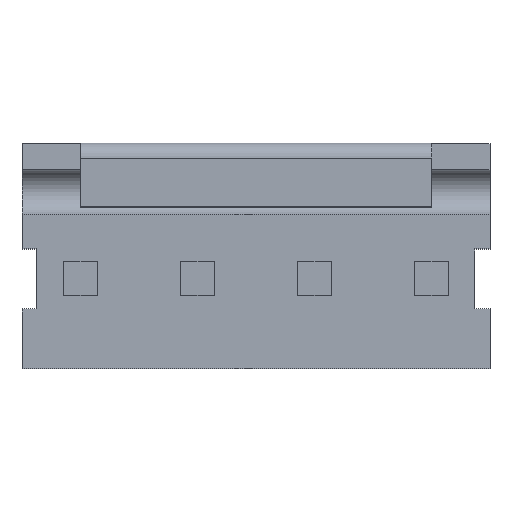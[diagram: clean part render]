
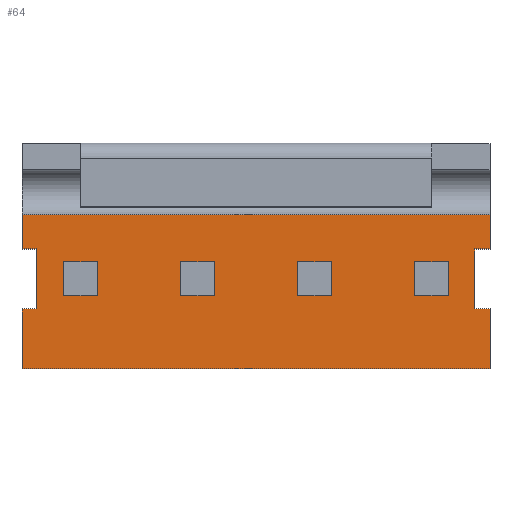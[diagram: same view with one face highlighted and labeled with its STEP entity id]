
A CAD part, top view. The second image highlights one B-rep face of the part: STEP entity #64.
In plain terms, the highlighted planar face has unit normal (0, 0, 1).
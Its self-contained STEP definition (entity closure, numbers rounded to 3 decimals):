
#64=ADVANCED_FACE('',(#156,#157,#158,#159,#160),#161,.T.);
#156=FACE_OUTER_BOUND('',#302,.T.);
#157=FACE_BOUND('',#303,.T.);
#158=FACE_BOUND('',#304,.T.);
#159=FACE_BOUND('',#305,.T.);
#160=FACE_BOUND('',#306,.T.);
#161=PLANE('',#307);
#302=EDGE_LOOP('',(#580,#581,#582,#583,#584,#585,#586,#587,#588,#589,#590,#591));
#303=EDGE_LOOP('',(#592,#593,#594,#595));
#304=EDGE_LOOP('',(#596,#597,#598,#599));
#305=EDGE_LOOP('',(#600,#601,#602,#603));
#306=EDGE_LOOP('',(#604,#605,#606,#607));
#307=AXIS2_PLACEMENT_3D('',#608,#609,#610);
#580=ORIENTED_EDGE('',*,*,#977,.T.);
#581=ORIENTED_EDGE('',*,*,#1047,.T.);
#582=ORIENTED_EDGE('',*,*,#1048,.F.);
#583=ORIENTED_EDGE('',*,*,#1049,.T.);
#584=ORIENTED_EDGE('',*,*,#1050,.F.);
#585=ORIENTED_EDGE('',*,*,#1051,.F.);
#586=ORIENTED_EDGE('',*,*,#1052,.F.);
#587=ORIENTED_EDGE('',*,*,#1053,.F.);
#588=ORIENTED_EDGE('',*,*,#979,.T.);
#589=ORIENTED_EDGE('',*,*,#1054,.T.);
#590=ORIENTED_EDGE('',*,*,#1055,.F.);
#591=ORIENTED_EDGE('',*,*,#985,.F.);
#592=ORIENTED_EDGE('',*,*,#1056,.F.);
#593=ORIENTED_EDGE('',*,*,#1057,.F.);
#594=ORIENTED_EDGE('',*,*,#1058,.F.);
#595=ORIENTED_EDGE('',*,*,#1059,.F.);
#596=ORIENTED_EDGE('',*,*,#1060,.F.);
#597=ORIENTED_EDGE('',*,*,#1061,.F.);
#598=ORIENTED_EDGE('',*,*,#1062,.F.);
#599=ORIENTED_EDGE('',*,*,#1063,.F.);
#600=ORIENTED_EDGE('',*,*,#1064,.F.);
#601=ORIENTED_EDGE('',*,*,#1065,.F.);
#602=ORIENTED_EDGE('',*,*,#1066,.F.);
#603=ORIENTED_EDGE('',*,*,#1067,.F.);
#604=ORIENTED_EDGE('',*,*,#1068,.F.);
#605=ORIENTED_EDGE('',*,*,#1069,.F.);
#606=ORIENTED_EDGE('',*,*,#1070,.F.);
#607=ORIENTED_EDGE('',*,*,#1071,.F.);
#608=CARTESIAN_POINT('',(7.925,-3.035,0.0));
#609=DIRECTION('',(0.0,0.0,1.0));
#610=DIRECTION('',(1.0,0.0,0.0));
#977=EDGE_CURVE('',#1163,#1161,#1164,.T.);
#979=EDGE_CURVE('',#1166,#1167,#1168,.T.);
#985=EDGE_CURVE('',#1163,#1178,#1179,.T.);
#1047=EDGE_CURVE('',#1161,#1284,#1286,.T.);
#1048=EDGE_CURVE('',#1287,#1284,#1288,.T.);
#1049=EDGE_CURVE('',#1287,#1289,#1290,.T.);
#1050=EDGE_CURVE('',#1291,#1289,#1292,.T.);
#1051=EDGE_CURVE('',#1293,#1291,#1294,.T.);
#1052=EDGE_CURVE('',#1295,#1293,#1296,.T.);
#1053=EDGE_CURVE('',#1166,#1295,#1297,.T.);
#1054=EDGE_CURVE('',#1167,#1298,#1299,.T.);
#1055=EDGE_CURVE('',#1178,#1298,#1300,.T.);
#1056=EDGE_CURVE('',#1301,#1302,#1303,.T.);
#1057=EDGE_CURVE('',#1304,#1301,#1305,.T.);
#1058=EDGE_CURVE('',#1306,#1304,#1307,.T.);
#1059=EDGE_CURVE('',#1302,#1306,#1308,.T.);
#1060=EDGE_CURVE('',#1309,#1310,#1311,.T.);
#1061=EDGE_CURVE('',#1312,#1309,#1313,.T.);
#1062=EDGE_CURVE('',#1314,#1312,#1315,.T.);
#1063=EDGE_CURVE('',#1310,#1314,#1316,.T.);
#1064=EDGE_CURVE('',#1317,#1318,#1319,.T.);
#1065=EDGE_CURVE('',#1320,#1317,#1321,.T.);
#1066=EDGE_CURVE('',#1322,#1320,#1323,.T.);
#1067=EDGE_CURVE('',#1318,#1322,#1324,.T.);
#1068=EDGE_CURVE('',#1325,#1326,#1327,.T.);
#1069=EDGE_CURVE('',#1328,#1325,#1329,.T.);
#1070=EDGE_CURVE('',#1330,#1328,#1331,.T.);
#1071=EDGE_CURVE('',#1326,#1330,#1332,.T.);
#1161=VERTEX_POINT('',#1462);
#1163=VERTEX_POINT('',#1465);
#1164=LINE('',#1466,#1467);
#1166=VERTEX_POINT('',#1470);
#1167=VERTEX_POINT('',#1471);
#1168=LINE('',#1472,#1473);
#1178=VERTEX_POINT('',#1488);
#1179=LINE('',#1489,#1490);
#1284=VERTEX_POINT('',#1652);
#1286=LINE('',#1655,#1656);
#1287=VERTEX_POINT('',#1657);
#1288=LINE('',#1658,#1659);
#1289=VERTEX_POINT('',#1660);
#1290=LINE('',#1661,#1662);
#1291=VERTEX_POINT('',#1663);
#1292=LINE('',#1664,#1665);
#1293=VERTEX_POINT('',#1666);
#1294=LINE('',#1667,#1668);
#1295=VERTEX_POINT('',#1669);
#1296=LINE('',#1670,#1671);
#1297=LINE('',#1672,#1673);
#1298=VERTEX_POINT('',#1674);
#1299=LINE('',#1675,#1676);
#1300=LINE('',#1677,#1678);
#1301=VERTEX_POINT('',#1679);
#1302=VERTEX_POINT('',#1680);
#1303=LINE('',#1681,#1682);
#1304=VERTEX_POINT('',#1683);
#1305=LINE('',#1684,#1685);
#1306=VERTEX_POINT('',#1686);
#1307=LINE('',#1687,#1688);
#1308=LINE('',#1689,#1690);
#1309=VERTEX_POINT('',#1691);
#1310=VERTEX_POINT('',#1692);
#1311=LINE('',#1693,#1694);
#1312=VERTEX_POINT('',#1695);
#1313=LINE('',#1696,#1697);
#1314=VERTEX_POINT('',#1698);
#1315=LINE('',#1699,#1700);
#1316=LINE('',#1701,#1702);
#1317=VERTEX_POINT('',#1703);
#1318=VERTEX_POINT('',#1704);
#1319=LINE('',#1705,#1706);
#1320=VERTEX_POINT('',#1707);
#1321=LINE('',#1708,#1709);
#1322=VERTEX_POINT('',#1710);
#1323=LINE('',#1711,#1712);
#1324=LINE('',#1713,#1714);
#1325=VERTEX_POINT('',#1715);
#1326=VERTEX_POINT('',#1716);
#1327=LINE('',#1717,#1718);
#1328=VERTEX_POINT('',#1719);
#1329=LINE('',#1720,#1721);
#1330=VERTEX_POINT('',#1722);
#1331=LINE('',#1723,#1724);
#1332=LINE('',#1725,#1726);
#1462=CARTESIAN_POINT('',(7.925,2.172,0.0));
#1465=CARTESIAN_POINT('',(7.925,1.016,0.0));
#1466=CARTESIAN_POINT('',(7.925,1.016,0.0));
#1467=VECTOR('',#1919,1.156);
#1470=CARTESIAN_POINT('',(7.925,-3.035,0.0));
#1471=CARTESIAN_POINT('',(7.925,-1.016,0.0));
#1472=CARTESIAN_POINT('',(7.925,-3.035,0.0));
#1473=VECTOR('',#1921,2.019);
#1488=CARTESIAN_POINT('',(7.417,1.016,0.0));
#1489=CARTESIAN_POINT('',(7.925,1.016,0.0));
#1490=VECTOR('',#1927,0.508);
#1652=CARTESIAN_POINT('',(-7.925,2.172,0.0));
#1655=CARTESIAN_POINT('',(7.925,2.172,0.0));
#1656=VECTOR('',#1995,15.85);
#1657=CARTESIAN_POINT('',(-7.925,1.016,0.0));
#1658=CARTESIAN_POINT('',(-7.925,1.016,0.0));
#1659=VECTOR('',#1996,1.156);
#1660=CARTESIAN_POINT('',(-7.417,1.016,0.0));
#1661=CARTESIAN_POINT('',(-7.925,1.016,0.0));
#1662=VECTOR('',#1997,0.508);
#1663=CARTESIAN_POINT('',(-7.417,-1.016,0.0));
#1664=CARTESIAN_POINT('',(-7.417,-1.016,0.0));
#1665=VECTOR('',#1998,2.032);
#1666=CARTESIAN_POINT('',(-7.925,-1.016,0.0));
#1667=CARTESIAN_POINT('',(-7.925,-1.016,0.0));
#1668=VECTOR('',#1999,0.508);
#1669=CARTESIAN_POINT('',(-7.925,-3.035,0.0));
#1670=CARTESIAN_POINT('',(-7.925,-3.035,0.0));
#1671=VECTOR('',#2000,2.019);
#1672=CARTESIAN_POINT('',(7.925,-3.035,0.0));
#1673=VECTOR('',#2001,15.85);
#1674=CARTESIAN_POINT('',(7.417,-1.016,0.0));
#1675=CARTESIAN_POINT('',(7.925,-1.016,0.0));
#1676=VECTOR('',#2002,0.508);
#1677=CARTESIAN_POINT('',(7.417,1.016,0.0));
#1678=VECTOR('',#2003,2.032);
#1679=CARTESIAN_POINT('',(6.515,0.572,0.0));
#1680=CARTESIAN_POINT('',(5.372,0.572,0.0));
#1681=CARTESIAN_POINT('',(6.515,0.572,0.0));
#1682=VECTOR('',#2004,1.143);
#1683=CARTESIAN_POINT('',(6.515,-0.572,0.0));
#1684=CARTESIAN_POINT('',(6.515,-0.572,0.0));
#1685=VECTOR('',#2005,1.143);
#1686=CARTESIAN_POINT('',(5.372,-0.572,0.0));
#1687=CARTESIAN_POINT('',(5.372,-0.572,0.0));
#1688=VECTOR('',#2006,1.143);
#1689=CARTESIAN_POINT('',(5.372,0.572,0.0));
#1690=VECTOR('',#2007,1.143);
#1691=CARTESIAN_POINT('',(2.553,0.572,0.0));
#1692=CARTESIAN_POINT('',(1.41,0.572,0.0));
#1693=CARTESIAN_POINT('',(2.553,0.572,0.0));
#1694=VECTOR('',#2008,1.143);
#1695=CARTESIAN_POINT('',(2.553,-0.572,0.0));
#1696=CARTESIAN_POINT('',(2.553,-0.572,0.0));
#1697=VECTOR('',#2009,1.143);
#1698=CARTESIAN_POINT('',(1.41,-0.572,0.0));
#1699=CARTESIAN_POINT('',(1.41,-0.572,0.0));
#1700=VECTOR('',#2010,1.143);
#1701=CARTESIAN_POINT('',(1.41,0.572,0.0));
#1702=VECTOR('',#2011,1.143);
#1703=CARTESIAN_POINT('',(-1.41,0.572,0.0));
#1704=CARTESIAN_POINT('',(-2.553,0.572,0.0));
#1705=CARTESIAN_POINT('',(-1.41,0.572,0.0));
#1706=VECTOR('',#2012,1.143);
#1707=CARTESIAN_POINT('',(-1.41,-0.572,0.0));
#1708=CARTESIAN_POINT('',(-1.41,-0.572,0.0));
#1709=VECTOR('',#2013,1.143);
#1710=CARTESIAN_POINT('',(-2.553,-0.572,0.0));
#1711=CARTESIAN_POINT('',(-2.553,-0.572,0.0));
#1712=VECTOR('',#2014,1.143);
#1713=CARTESIAN_POINT('',(-2.553,0.572,0.0));
#1714=VECTOR('',#2015,1.143);
#1715=CARTESIAN_POINT('',(-5.372,0.572,0.0));
#1716=CARTESIAN_POINT('',(-6.515,0.572,0.0));
#1717=CARTESIAN_POINT('',(-5.372,0.572,0.0));
#1718=VECTOR('',#2016,1.143);
#1719=CARTESIAN_POINT('',(-5.372,-0.572,0.0));
#1720=CARTESIAN_POINT('',(-5.372,-0.572,0.0));
#1721=VECTOR('',#2017,1.143);
#1722=CARTESIAN_POINT('',(-6.515,-0.572,0.0));
#1723=CARTESIAN_POINT('',(-6.515,-0.572,0.0));
#1724=VECTOR('',#2018,1.143);
#1725=CARTESIAN_POINT('',(-6.515,0.572,0.0));
#1726=VECTOR('',#2019,1.143);
#1919=DIRECTION('',(0.0,1.0,0.0));
#1921=DIRECTION('',(0.0,1.0,0.0));
#1927=DIRECTION('',(-1.0,0.0,0.0));
#1995=DIRECTION('',(-1.0,0.0,0.0));
#1996=DIRECTION('',(0.0,1.0,0.0));
#1997=DIRECTION('',(1.0,0.0,0.0));
#1998=DIRECTION('',(0.0,1.0,0.0));
#1999=DIRECTION('',(1.0,0.0,0.0));
#2000=DIRECTION('',(0.0,1.0,0.0));
#2001=DIRECTION('',(-1.0,0.0,0.0));
#2002=DIRECTION('',(-1.0,0.0,0.0));
#2003=DIRECTION('',(0.0,-1.0,0.0));
#2004=DIRECTION('',(-1.0,0.0,0.0));
#2005=DIRECTION('',(0.0,1.0,0.0));
#2006=DIRECTION('',(1.0,0.0,0.0));
#2007=DIRECTION('',(0.0,-1.0,0.0));
#2008=DIRECTION('',(-1.0,0.0,0.0));
#2009=DIRECTION('',(0.0,1.0,0.0));
#2010=DIRECTION('',(1.0,0.0,0.0));
#2011=DIRECTION('',(0.0,-1.0,0.0));
#2012=DIRECTION('',(-1.0,0.0,0.0));
#2013=DIRECTION('',(0.0,1.0,0.0));
#2014=DIRECTION('',(1.0,0.0,0.0));
#2015=DIRECTION('',(0.0,-1.0,0.0));
#2016=DIRECTION('',(-1.0,0.0,0.0));
#2017=DIRECTION('',(0.0,1.0,0.0));
#2018=DIRECTION('',(1.0,0.0,0.0));
#2019=DIRECTION('',(0.0,-1.0,0.0));
